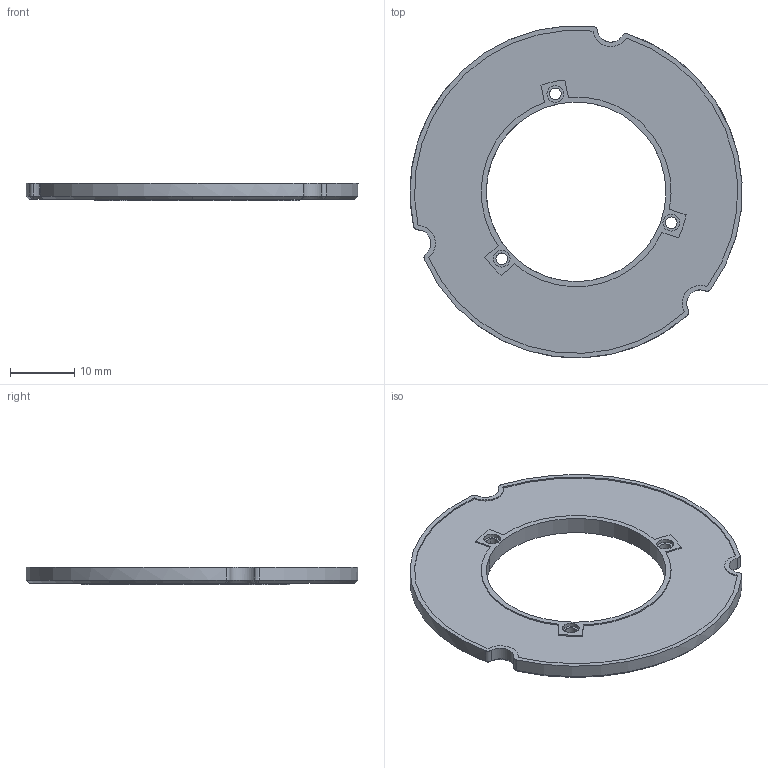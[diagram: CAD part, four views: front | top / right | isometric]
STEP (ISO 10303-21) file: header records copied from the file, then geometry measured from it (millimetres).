
FILE_DESCRIPTION(('Creo Elements/Direct Modeling STEP Export'),'2;1');
FILE_NAME('LA-OPR-S55-26.stp','2016-12-02T17:28:27',(''),(''),'PTC Creo Elements/Direct Modeling STEP processor for AP214 (Solid Model)','PTC Creo Elements/Direct Modeling 19.0 09-May-2014 (C) Parametric Technology GmbH','');
FILE_SCHEMA(('AUTOMOTIVE_DESIGN { 1 0 10303 214 1 1 1 1 }'));
Length unit declared in the file: millimetre
Products named in the file (2): LA-OPR-S55-28
Assembly tree (1 placements, depth 2):
  LA-OPR-S55-28
    LA-OPR-S55-28
Bounding box: 51.76 x 51.74 x 2.7 mm (x, y, z)
Volume: 3411.1 mm3; surface area: 3661.5 mm2
Topology: 1 solids, 1 shells, 79 faces, 203 edges, 132 vertices
Faces by surface type: cylinder 47, bspline 18, plane 14
Entity records: 4078 total; most frequent: CARTESIAN_POINT 2198, ORIENTED_EDGE 406, DIRECTION 350, EDGE_CURVE 203, AXIS2_PLACEMENT_3D 138, VERTEX_POINT 132, EDGE_LOOP 93, FACE_OUTER_BOUND 79
